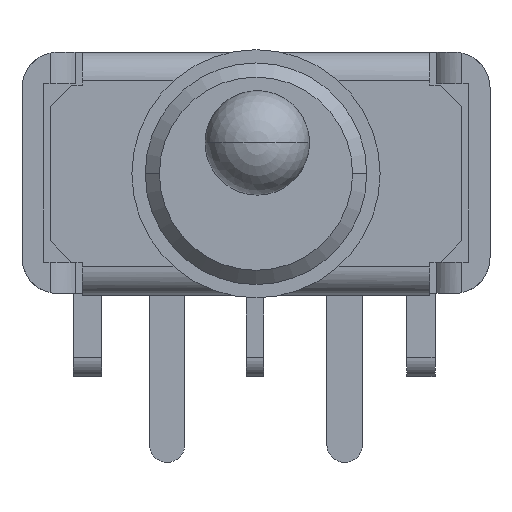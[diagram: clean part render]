
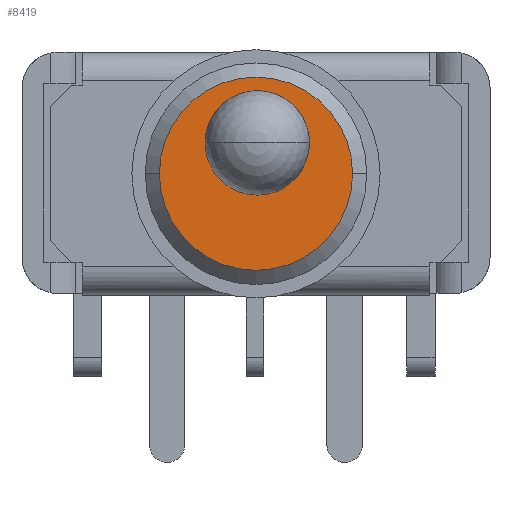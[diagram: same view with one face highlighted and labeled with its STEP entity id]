
A CAD part, front view. The second image highlights one B-rep face of the part: STEP entity #8419.
In plain terms, the highlighted planar face has unit normal (0, -1, 0).
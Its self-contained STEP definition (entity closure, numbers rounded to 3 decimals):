
#8256=CARTESIAN_POINT('',(0.,-6.,-0.025));
#8257=DIRECTION('',(0.,1.,0.));
#8258=DIRECTION('',(1.,0.,0.));
#8259=AXIS2_PLACEMENT_3D('',#8256,#8257,#8258);
#8261=CARTESIAN_POINT('',(0.,-6.,-0.025));
#8262=DIRECTION('',(0.,1.,0.));
#8263=DIRECTION('',(-1.,0.,0.));
#8264=AXIS2_PLACEMENT_3D('',#8261,#8262,#8263);
#8376=CARTESIAN_POINT('',(2.725,-6.,-0.025));
#8377=CARTESIAN_POINT('',(-2.725,-6.,-0.025));
#8378=VERTEX_POINT('',#8376);
#8379=VERTEX_POINT('',#8377);
#8408=CARTESIAN_POINT('',(0.,-6.,-0.025));
#8409=DIRECTION('',(0.,-1.,0.));
#8410=DIRECTION('',(-1.,0.,0.));
#8411=AXIS2_PLACEMENT_3D('',#8408,#8409,#8410);
#8412=PLANE('',#8411);
#8414=ORIENTED_EDGE('',*,*,#8413,.T.);
#8416=ORIENTED_EDGE('',*,*,#8415,.T.);
#8417=EDGE_LOOP('',(#8414,#8416));
#8418=FACE_OUTER_BOUND('',#8417,.F.);
#8419=ADVANCED_FACE('',(#8418),#8412,.T.);
#8260=CIRCLE('',#8259,2.725);
#8265=CIRCLE('',#8264,2.725);
#8413=EDGE_CURVE('',#8378,#8379,#8260,.T.);
#8415=EDGE_CURVE('',#8379,#8378,#8265,.T.);
